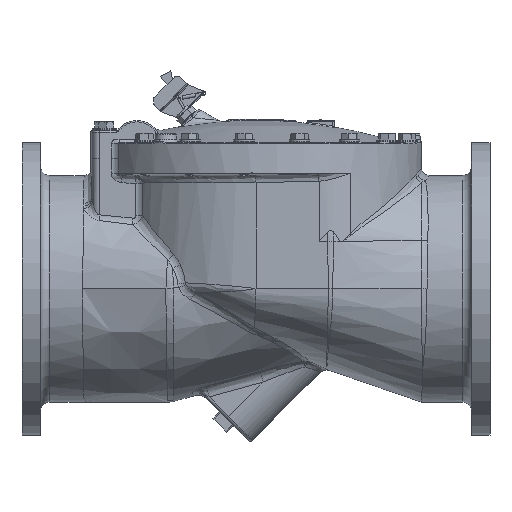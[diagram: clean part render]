
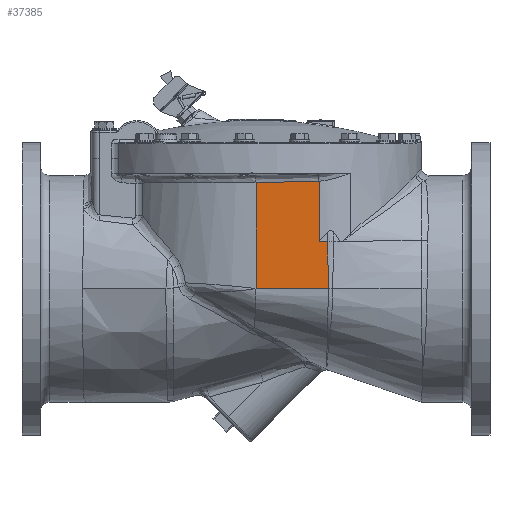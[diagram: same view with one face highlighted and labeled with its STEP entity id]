
A CAD part, top view. The second image highlights one B-rep face of the part: STEP entity #37385.
In plain terms, the highlighted planar face has unit normal (0, 0, 1).
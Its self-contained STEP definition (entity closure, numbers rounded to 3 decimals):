
#5996=DIRECTION('',(0.,1.,0.));
#5997=VECTOR('',#5996,5.172);
#5998=CARTESIAN_POINT('',(5.385,4.,12.438));
#5999=LINE('',#5998,#5997);
#6022=CARTESIAN_POINT('',(5.385,9.172,12.438));
#13712=CARTESIAN_POINT('',(0.,9.052,12.438));
#13827=CARTESIAN_POINT('',(6.142,3.994,12.438));
#13828=CARTESIAN_POINT('',(6.148,3.507,12.438));
#13829=CARTESIAN_POINT('',(6.157,2.563,12.438));
#13830=CARTESIAN_POINT('',(6.165,1.266,12.438));
#13831=CARTESIAN_POINT('',(6.166,0.416,12.438));
#13832=CARTESIAN_POINT('',(6.166,0.,12.438));
#13834=DIRECTION('',(0.,1.,0.));
#13835=VECTOR('',#13834,9.052);
#13836=CARTESIAN_POINT('',(0.,0.,12.438));
#13837=LINE('',#13836,#13835);
#13838=CARTESIAN_POINT('',(5.331,9.169,12.438));
#13839=CARTESIAN_POINT('',(4.845,9.151,12.438));
#13840=CARTESIAN_POINT('',(3.896,9.119,12.438));
#13841=CARTESIAN_POINT('',(2.557,9.084,12.438));
#13842=CARTESIAN_POINT('',(1.265,9.061,12.438));
#13843=CARTESIAN_POINT('',(0.418,9.054,
12.438));
#13844=CARTESIAN_POINT('',(0.,9.052,12.438));
#13846=CARTESIAN_POINT('',(5.385,9.172,12.438));
#13847=CARTESIAN_POINT('',(5.379,9.171,12.438));
#13848=CARTESIAN_POINT('',(5.367,9.171,12.438));
#13849=CARTESIAN_POINT('',(5.349,9.17,12.438));
#13850=CARTESIAN_POINT('',(5.337,9.169,12.438));
#13851=CARTESIAN_POINT('',(5.331,9.169,12.438));
#13853=DIRECTION('',(-1.,0.,0.));
#13854=VECTOR('',#13853,0.757);
#13855=CARTESIAN_POINT('',(6.142,4.,12.438));
#13856=LINE('',#13855,#13854);
#13857=CARTESIAN_POINT('',(6.142,4.,12.438));
#13858=CARTESIAN_POINT('',(6.142,3.999,12.438));
#13859=CARTESIAN_POINT('',(6.142,3.998,12.438));
#13860=CARTESIAN_POINT('',(6.142,3.996,12.438));
#13861=CARTESIAN_POINT('',(6.142,3.994,12.438));
#13862=CARTESIAN_POINT('',(6.142,3.994,12.438));
#14033=DIRECTION('',(1.,0.,0.));
#14034=VECTOR('',#14033,6.166);
#14035=CARTESIAN_POINT('',(0.,0.,12.438));
#14036=LINE('',#14035,#14034);
#16314=CARTESIAN_POINT('',(0.,0.,12.438));
#16424=CARTESIAN_POINT('',(6.142,4.,12.438));
#22789=VERTEX_POINT('',#16314);
#22839=VERTEX_POINT('',#13712);
#22854=VERTEX_POINT('',#13838);
#22889=VERTEX_POINT('',#6022);
#22895=CARTESIAN_POINT('',(5.385,4.,12.438));
#22896=VERTEX_POINT('',#22895);
#22899=VERTEX_POINT('',#13827);
#22900=VERTEX_POINT('',#13832);
#22904=VERTEX_POINT('',#16424);
#37368=CARTESIAN_POINT('',(0.,0.,12.438));
#37369=DIRECTION('',(0.,0.,1.));
#37370=DIRECTION('',(1.,0.,0.));
#37371=AXIS2_PLACEMENT_3D('',#37368,#37369,#37370);
#37372=PLANE('',#37371);
#37373=ORIENTED_EDGE('',*,*,#31483,.T.);
#37375=ORIENTED_EDGE('',*,*,#37374,.F.);
#37376=ORIENTED_EDGE('',*,*,#37355,.T.);
#37377=ORIENTED_EDGE('',*,*,#30988,.F.);
#37378=ORIENTED_EDGE('',*,*,#31032,.F.);
#37379=ORIENTED_EDGE('',*,*,#31323,.F.);
#37381=ORIENTED_EDGE('',*,*,#37380,.F.);
#37382=ORIENTED_EDGE('',*,*,#31441,.T.);
#37383=EDGE_LOOP('',(#37373,#37375,#37376,#37377,#37378,#37379,#37381,#37382));
#37384=FACE_OUTER_BOUND('',#37383,.F.);
#13833=B_SPLINE_CURVE_WITH_KNOTS('',3,(#13827,#13828,#13829,#13830,#13831,
#13832),.UNSPECIFIED.,.F.,.F.,(4,1,1,4),(0.,0.333,
0.667,1.),.UNSPECIFIED.);
#13845=B_SPLINE_CURVE_WITH_KNOTS('',3,(#13838,#13839,#13840,#13841,#13842,
#13843,#13844),.UNSPECIFIED.,.F.,.F.,(4,1,1,1,4),(0.,0.25,0.5,0.75,
1.),.UNSPECIFIED.);
#13852=B_SPLINE_CURVE_WITH_KNOTS('',3,(#13846,#13847,#13848,#13849,#13850,
#13851),.UNSPECIFIED.,.F.,.F.,(4,1,1,4),(0.,0.333,
0.667,1.),.UNSPECIFIED.);
#13863=B_SPLINE_CURVE_WITH_KNOTS('',3,(#13857,#13858,#13859,#13860,#13861,
#13862),.UNSPECIFIED.,.F.,.F.,(4,1,1,4),(0.,0.333,
0.667,1.),.UNSPECIFIED.);
#30988=EDGE_CURVE('',#22854,#22839,#13845,.T.);
#31032=EDGE_CURVE('',#22889,#22854,#13852,.T.);
#31323=EDGE_CURVE('',#22896,#22889,#5999,.T.);
#31441=EDGE_CURVE('',#22904,#22899,#13863,.T.);
#31483=EDGE_CURVE('',#22899,#22900,#13833,.T.);
#37355=EDGE_CURVE('',#22789,#22839,#13837,.T.);
#37374=EDGE_CURVE('',#22789,#22900,#14036,.T.);
#37380=EDGE_CURVE('',#22904,#22896,#13856,.T.);
#37385=ADVANCED_FACE('',(#37384),#37372,.T.);
